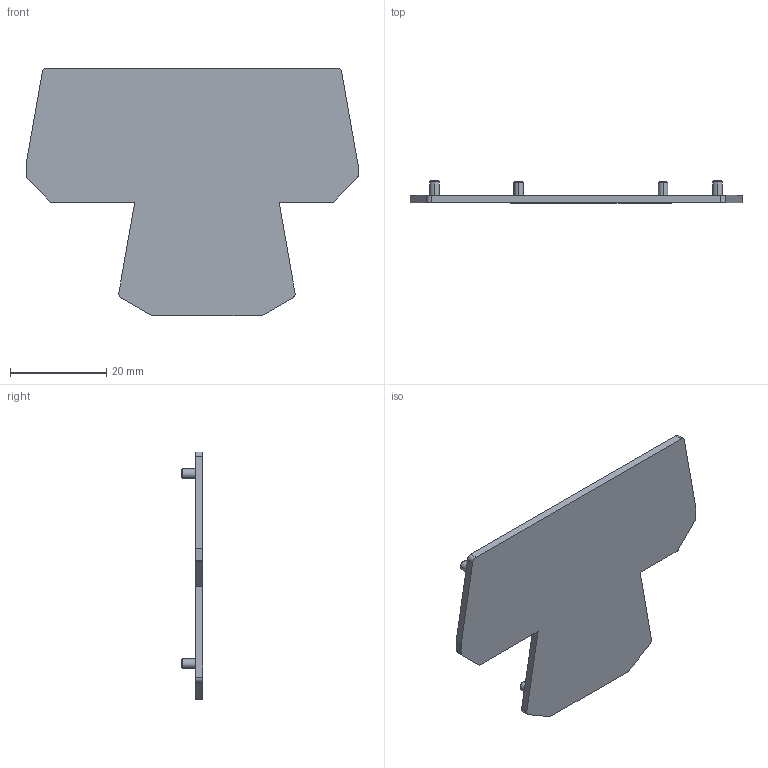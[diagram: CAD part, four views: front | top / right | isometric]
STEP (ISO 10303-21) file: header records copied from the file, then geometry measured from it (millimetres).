
FILE_DESCRIPTION (( 'STEP AP214' ), '1' );
FILE_NAME ('CEP3_B.STEP', '2020-08-25T05:19:18', ( 'ASUS' ), ( 'ASUS' ), 'SwSTEP 2.0', 'SolidWorks 2012', '' );
FILE_SCHEMA (( 'AUTOMOTIVE_DESIGN' ));
Length unit declared in the file: millimetre
Products named in the file (1): CEP3_B
Bounding box: 69 x 4.5 x 51.5 mm (x, y, z)
Volume: 3942.4 mm3; surface area: 5622.3 mm2
Topology: 1 solids, 1 shells, 46 faces, 112 edges, 72 vertices
Faces by surface type: plane 20, cylinder 18, cone 8
Entity records: 1390 total; most frequent: DIRECTION 250, CARTESIAN_POINT 231, ORIENTED_EDGE 224, EDGE_CURVE 112, AXIS2_PLACEMENT_3D 91, VERTEX_POINT 72, VECTOR 68, LINE 68
